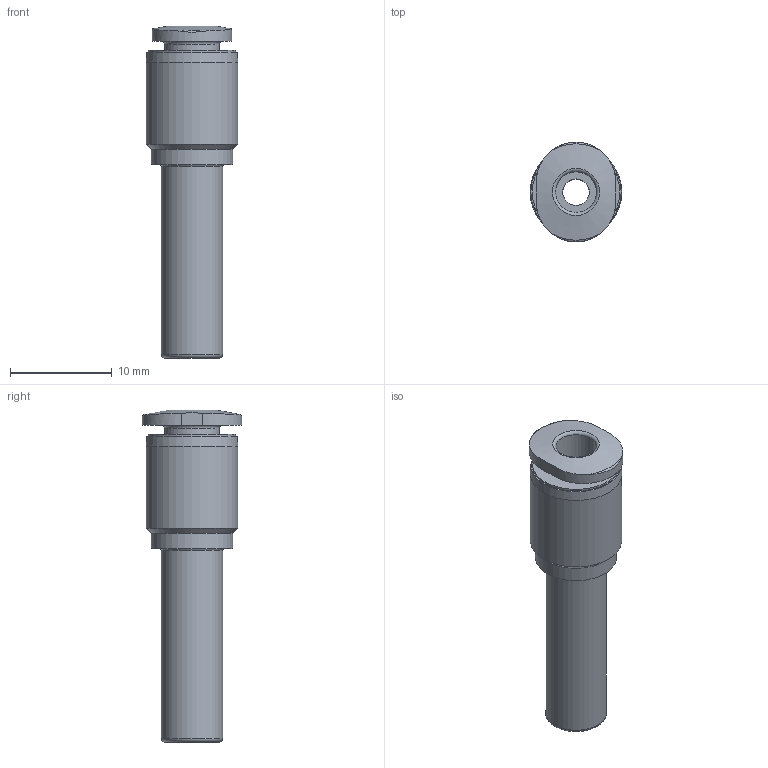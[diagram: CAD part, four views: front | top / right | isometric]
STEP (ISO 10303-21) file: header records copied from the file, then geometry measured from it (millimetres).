
FILE_DESCRIPTION(/* description */ ('STEP AP214'),/* implementation_level */ '2;1');
FILE_NAME(/* name */ '130763_QSM-6H-4-100',/* time_stamp */ '2024-09-14T12:20:36+02:00',/* author */ ('License CC BY-ND 4.0'),/* organization */ ('CADENAS'),/* preprocessor_version */ 'ST-DEVELOPER v19.3',/* originating_system */ 'PARTsolutions',/* authorisation */ ' ');
FILE_SCHEMA (('AUTOMOTIVE_DESIGN {1 0 10303 214 3 1 1}'));
Length unit declared in the file: millimetre
Products named in the file (1): 130763 QSM-6H-4-100
Bounding box: 9 x 9.8 x 32.6 mm (x, y, z)
Volume: 1069.2 mm3; surface area: 1215.3 mm2
Topology: 1 solids, 1 shells, 26 faces, 54 edges, 34 vertices
Faces by surface type: cylinder 9, plane 8, torus 6, cone 3
Full cylindrical faces by diameter (mm): 2.6 x1, 4 x1, 5.4 x1, 6 x1, 8 x1, 8.6 x1, 9 x1
Entity records: 835 total; most frequent: CARTESIAN_POINT 129, DIRECTION 106, ORIENTED_EDGE 78, AXIS2_PLACEMENT_3D 50, EDGE_LOOP 46, FACE_BOUND 46, EDGE_CURVE 39, VERTEX_POINT 33
